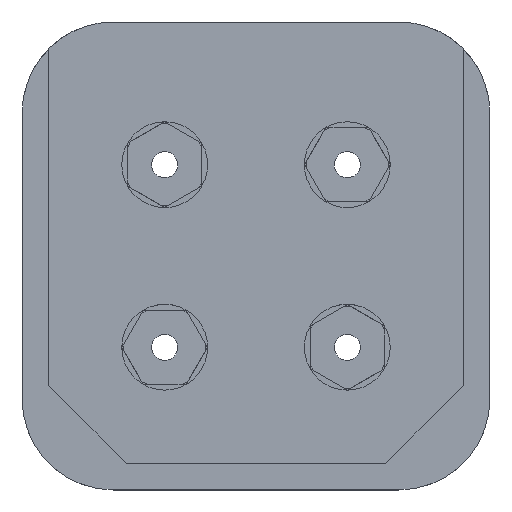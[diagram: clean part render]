
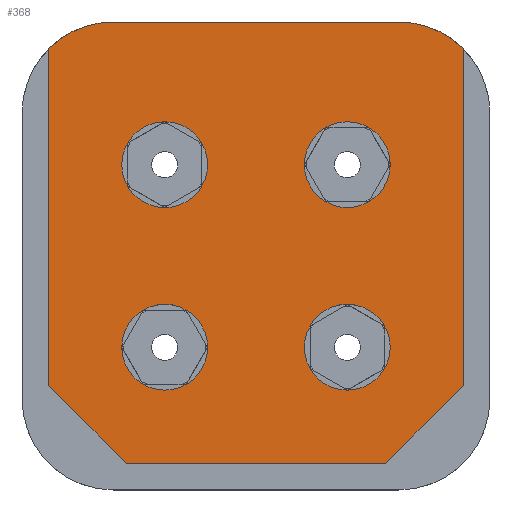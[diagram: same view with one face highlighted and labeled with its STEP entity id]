
A CAD part, top view. The second image highlights one B-rep face of the part: STEP entity #368.
In plain terms, the highlighted planar face has unit normal (0, 0, 1).
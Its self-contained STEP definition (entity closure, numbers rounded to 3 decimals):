
#62 = VERTEX_POINT('',#63);
#63 = CARTESIAN_POINT('',(-10.939,17.939,0.));
#89 = VERTEX_POINT('',#90);
#90 = CARTESIAN_POINT('',(-15.879,15.898,0.));
#99 = EDGE_CURVE('',#89,#62,#100,.T.);
#100 = CIRCLE('',#101,7.);
#101 = AXIS2_PLACEMENT_3D('',#102,#103,#104);
#102 = CARTESIAN_POINT('',(-10.939,10.939,0.));
#103 = DIRECTION('',(0.,0.,-1.));
#104 = DIRECTION('',(1.,0.,0.));
#326 = EDGE_CURVE('',#327,#62,#329,.T.);
#327 = VERTEX_POINT('',#328);
#328 = CARTESIAN_POINT('',(10.939,17.939,0.));
#329 = LINE('',#330,#331);
#330 = CARTESIAN_POINT('',(-13.409,17.939,0.));
#331 = VECTOR('',#332,1.);
#332 = DIRECTION('',(-1.,0.,0.));
#350 = EDGE_CURVE('',#89,#351,#353,.T.);
#351 = VERTEX_POINT('',#352);
#352 = CARTESIAN_POINT('',(-15.879,-9.962,0.));
#353 = LINE('',#354,#355);
#354 = CARTESIAN_POINT('',(-15.879,22.,0.));
#355 = VECTOR('',#356,1.);
#356 = DIRECTION('',(0.,-1.,0.));
#368 = ADVANCED_FACE('',(#369,#413,#424,#435,#446),#457,.T.);
#369 = FACE_BOUND('',#370,.T.);
#370 = EDGE_LOOP('',(#371,#372,#373,#381,#389,#397,#405,#412));
#371 = ORIENTED_EDGE('',*,*,#99,.F.);
#372 = ORIENTED_EDGE('',*,*,#350,.T.);
#373 = ORIENTED_EDGE('',*,*,#374,.T.);
#374 = EDGE_CURVE('',#351,#375,#377,.T.);
#375 = VERTEX_POINT('',#376);
#376 = CARTESIAN_POINT('',(-9.962,-15.879,0.));
#377 = LINE('',#378,#379);
#378 = CARTESIAN_POINT('',(-15.879,-9.962,0.));
#379 = VECTOR('',#380,1.);
#380 = DIRECTION('',(0.707,-0.707,0.));
#381 = ORIENTED_EDGE('',*,*,#382,.T.);
#382 = EDGE_CURVE('',#375,#383,#385,.T.);
#383 = VERTEX_POINT('',#384);
#384 = CARTESIAN_POINT('',(9.962,-15.879,0.));
#385 = LINE('',#386,#387);
#386 = CARTESIAN_POINT('',(-9.962,-15.879,0.));
#387 = VECTOR('',#388,1.);
#388 = DIRECTION('',(1.,0.,0.));
#389 = ORIENTED_EDGE('',*,*,#390,.T.);
#390 = EDGE_CURVE('',#383,#391,#393,.T.);
#391 = VERTEX_POINT('',#392);
#392 = CARTESIAN_POINT('',(15.879,-9.962,0.));
#393 = LINE('',#394,#395);
#394 = CARTESIAN_POINT('',(9.962,-15.879,0.));
#395 = VECTOR('',#396,1.);
#396 = DIRECTION('',(0.707,0.707,0.));
#397 = ORIENTED_EDGE('',*,*,#398,.T.);
#398 = EDGE_CURVE('',#391,#399,#401,.T.);
#399 = VERTEX_POINT('',#400);
#400 = CARTESIAN_POINT('',(15.879,15.898,0.));
#401 = LINE('',#402,#403);
#402 = CARTESIAN_POINT('',(15.879,-9.962,0.));
#403 = VECTOR('',#404,1.);
#404 = DIRECTION('',(0.,1.,0.));
#405 = ORIENTED_EDGE('',*,*,#406,.F.);
#406 = EDGE_CURVE('',#327,#399,#407,.T.);
#407 = CIRCLE('',#408,7.);
#408 = AXIS2_PLACEMENT_3D('',#409,#410,#411);
#409 = CARTESIAN_POINT('',(10.939,10.939,0.));
#410 = DIRECTION('',(0.,0.,-1.));
#411 = DIRECTION('',(1.,0.,0.));
#412 = ORIENTED_EDGE('',*,*,#326,.T.);
#413 = FACE_BOUND('',#414,.T.);
#414 = EDGE_LOOP('',(#415));
#415 = ORIENTED_EDGE('',*,*,#416,.T.);
#416 = EDGE_CURVE('',#417,#417,#419,.T.);
#417 = VERTEX_POINT('',#418);
#418 = CARTESIAN_POINT('',(-7.,3.709,0.));
#419 = CIRCLE('',#420,3.291);
#420 = AXIS2_PLACEMENT_3D('',#421,#422,#423);
#421 = CARTESIAN_POINT('',(-7.,7.,0.));
#422 = DIRECTION('',(0.,-0.,-1.));
#423 = DIRECTION('',(0.,-1.,0.));
#424 = FACE_BOUND('',#425,.T.);
#425 = EDGE_LOOP('',(#426));
#426 = ORIENTED_EDGE('',*,*,#427,.T.);
#427 = EDGE_CURVE('',#428,#428,#430,.T.);
#428 = VERTEX_POINT('',#429);
#429 = CARTESIAN_POINT('',(-3.709,-7.,0.));
#430 = CIRCLE('',#431,3.291);
#431 = AXIS2_PLACEMENT_3D('',#432,#433,#434);
#432 = CARTESIAN_POINT('',(-7.,-7.,0.));
#433 = DIRECTION('',(0.,0.,-1.));
#434 = DIRECTION('',(1.,0.,0.));
#435 = FACE_BOUND('',#436,.T.);
#436 = EDGE_LOOP('',(#437));
#437 = ORIENTED_EDGE('',*,*,#438,.T.);
#438 = EDGE_CURVE('',#439,#439,#441,.T.);
#439 = VERTEX_POINT('',#440);
#440 = CARTESIAN_POINT('',(3.709,7.,0.));
#441 = CIRCLE('',#442,3.291);
#442 = AXIS2_PLACEMENT_3D('',#443,#444,#445);
#443 = CARTESIAN_POINT('',(7.,7.,0.));
#444 = DIRECTION('',(-0.,0.,-1.));
#445 = DIRECTION('',(-1.,0.,0.));
#446 = FACE_BOUND('',#447,.T.);
#447 = EDGE_LOOP('',(#448));
#448 = ORIENTED_EDGE('',*,*,#449,.T.);
#449 = EDGE_CURVE('',#450,#450,#452,.T.);
#450 = VERTEX_POINT('',#451);
#451 = CARTESIAN_POINT('',(7.,-3.709,0.));
#452 = CIRCLE('',#453,3.291);
#453 = AXIS2_PLACEMENT_3D('',#454,#455,#456);
#454 = CARTESIAN_POINT('',(7.,-7.,0.));
#455 = DIRECTION('',(0.,0.,-1.));
#456 = DIRECTION('',(0.,1.,0.));
#457 = PLANE('',#458);
#458 = AXIS2_PLACEMENT_3D('',#459,#460,#461);
#459 = CARTESIAN_POINT('',(-15.879,22.,0.));
#460 = DIRECTION('',(0.,0.,1.));
#461 = DIRECTION('',(0.564,-0.826,0.));
